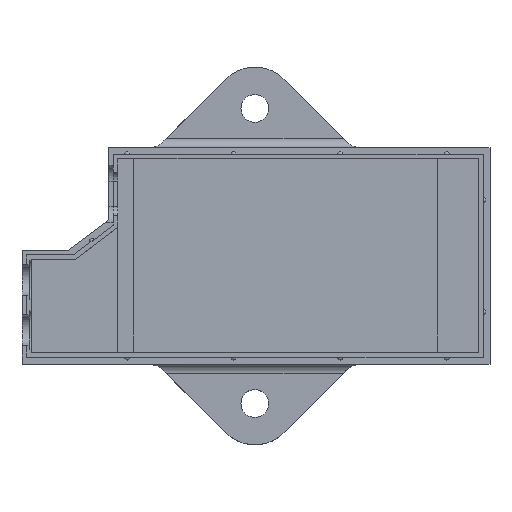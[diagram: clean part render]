
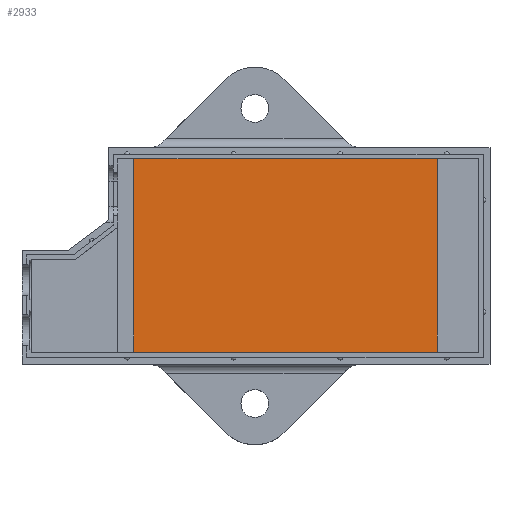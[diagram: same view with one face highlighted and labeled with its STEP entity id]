
A CAD part, top view. The second image highlights one B-rep face of the part: STEP entity #2933.
In plain terms, the highlighted planar face has unit normal (0, 0, 1).
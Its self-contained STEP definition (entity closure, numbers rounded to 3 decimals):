
#1025 = VERTEX_POINT('',#1026);
#1026 = CARTESIAN_POINT('',(22.5,0.,-2.));
#1034 = EDGE_CURVE('',#1035,#1025,#1037,.T.);
#1035 = VERTEX_POINT('',#1036);
#1036 = CARTESIAN_POINT('',(22.5,42.5,-2.));
#1037 = LINE('',#1038,#1039);
#1038 = CARTESIAN_POINT('',(22.5,21.25,-2.));
#1039 = VECTOR('',#1040,1.);
#1040 = DIRECTION('',(0.,-1.,0.));
#1178 = VERTEX_POINT('',#1179);
#1179 = CARTESIAN_POINT('',(89.,0.,-2.));
#1185 = EDGE_CURVE('',#1178,#1025,#1186,.T.);
#1186 = LINE('',#1187,#1188);
#1187 = CARTESIAN_POINT('',(10.5,0.,-2.));
#1188 = VECTOR('',#1189,1.);
#1189 = DIRECTION('',(-1.,0.,0.));
#2933 = ADVANCED_FACE('',(#2934),#2952,.T.);
#2934 = FACE_BOUND('',#2935,.T.);
#2935 = EDGE_LOOP('',(#2936,#2937,#2938,#2946));
#2936 = ORIENTED_EDGE('',*,*,#1034,.T.);
#2937 = ORIENTED_EDGE('',*,*,#1185,.F.);
#2938 = ORIENTED_EDGE('',*,*,#2939,.T.);
#2939 = EDGE_CURVE('',#1178,#2940,#2942,.T.);
#2940 = VERTEX_POINT('',#2941);
#2941 = CARTESIAN_POINT('',(89.,42.5,-2.));
#2942 = LINE('',#2943,#2944);
#2943 = CARTESIAN_POINT('',(89.,-2.,-2.));
#2944 = VECTOR('',#2945,1.);
#2945 = DIRECTION('',(0.,1.,0.));
#2946 = ORIENTED_EDGE('',*,*,#2947,.F.);
#2947 = EDGE_CURVE('',#1035,#2940,#2948,.T.);
#2948 = LINE('',#2949,#2950);
#2949 = CARTESIAN_POINT('',(61.5,42.5,-2.));
#2950 = VECTOR('',#2951,1.);
#2951 = DIRECTION('',(1.,0.,0.));
#2952 = PLANE('',#2953);
#2953 = AXIS2_PLACEMENT_3D('',#2954,#2955,#2956);
#2954 = CARTESIAN_POINT('',(23.,-2.,-2.));
#2955 = DIRECTION('',(0.,0.,1.));
#2956 = DIRECTION('',(1.,0.,-0.));
